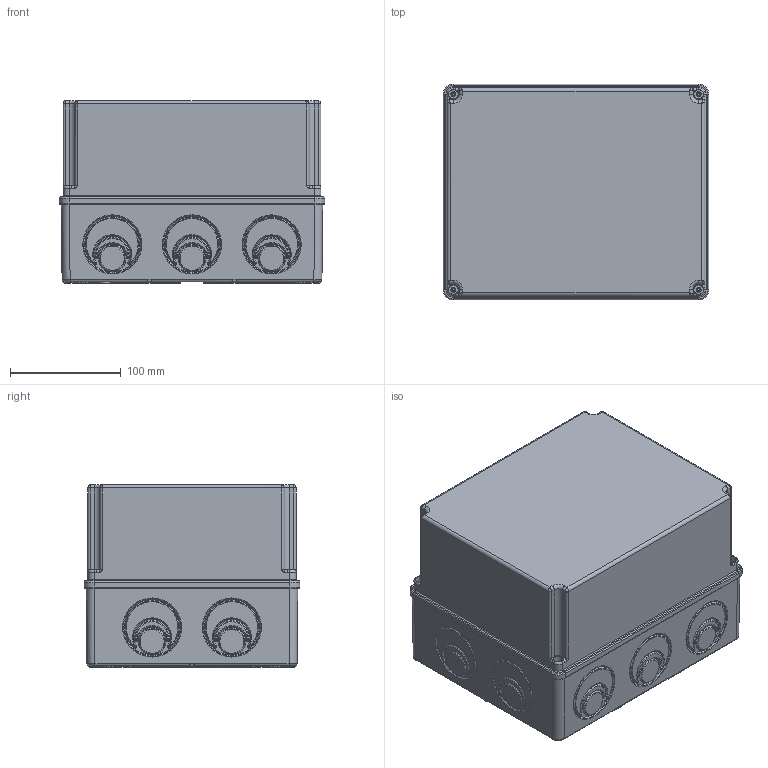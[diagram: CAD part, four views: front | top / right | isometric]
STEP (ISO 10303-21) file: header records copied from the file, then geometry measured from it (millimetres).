
FILE_DESCRIPTION (( 'STEP AP214' ), '1' );
FILE_NAME ('UKO10-240-195-165-K51-44ñ.STEP', '2021-12-08T12:34:52', ( '' ), ( '' ), 'SwSTEP 2.0', 'SolidWorks 2021', '' );
FILE_SCHEMA (( 'AUTOMOTIVE_DESIGN' ));
Length unit declared in the file: millimetre
Products named in the file (1): UKO10-240-195-165-K51-44ñ
Bounding box: 240 x 195 x 165 mm (x, y, z)
Volume: 418796.7 mm3; surface area: 495953.9 mm2
Topology: 2 solids, 2 shells, 2605 faces, 6181 edges, 3681 vertices
Faces by surface type: cylinder 1014, plane 804, torus 489, cone 210, bspline 80, sphere 8
Entity records: 82892 total; most frequent: CARTESIAN_POINT 22657, DIRECTION 13333, ORIENTED_EDGE 12314, EDGE_CURVE 6157, AXIS2_PLACEMENT_3D 5140, VERTEX_POINT 3681, VECTOR 3053, LINE 3053
